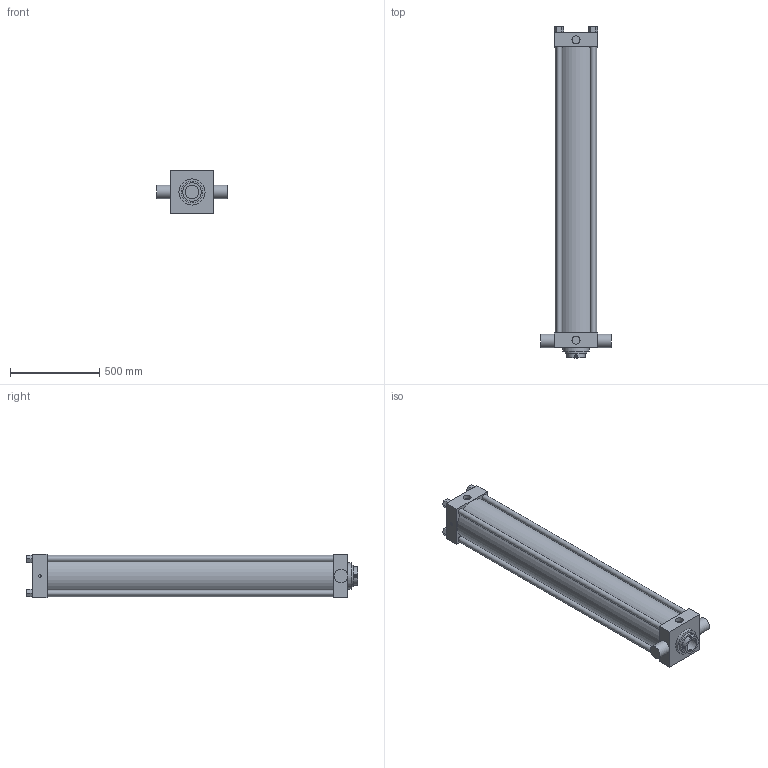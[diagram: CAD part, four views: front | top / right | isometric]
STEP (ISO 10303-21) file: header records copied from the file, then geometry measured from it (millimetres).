
FILE_DESCRIPTION((' Parasolid data model '),'2;1');
FILE_NAME('GSSL','1999-12-15T14:50:56+00:00',(' GSSL '),(' GSSL Pune '),'','GSSL Pune','Author');
FILE_SCHEMA(('CONFIG_CONTROL_DESIGN'));
Length unit declared in the file: millimetre
Bounding box: 393.7 x 1857.38 x 241.3 mm (x, y, z)
Surface area: 2230335.5 mm2 (no closed solid volume)
Topology: 0 solids, 5 shells, 93 faces, 224 edges, 159 vertices
Faces by surface type: plane 68, cylinder 25
Full cylindrical faces by diameter (mm): 12.7 x4, 15.081 x4, 31.75 x8, 44.856 x2, 76.2 x3, 101.6 x1, 120.65 x1, 146.05 x1, 234.95 x1
Entity records: 2747 total; most frequent: CARTESIAN_POINT 460, DIRECTION 450, ORIENTED_EDGE 367, EDGE_CURVE 205, VERTEX_POINT 161, EDGE_LOOP 160, AXIS2_PLACEMENT_3D 151, LINE 148
